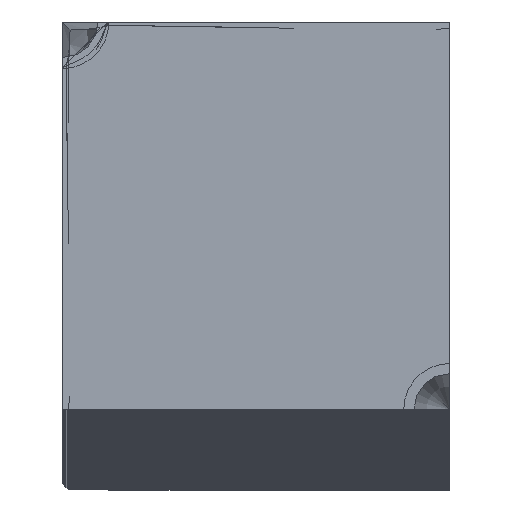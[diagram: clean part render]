
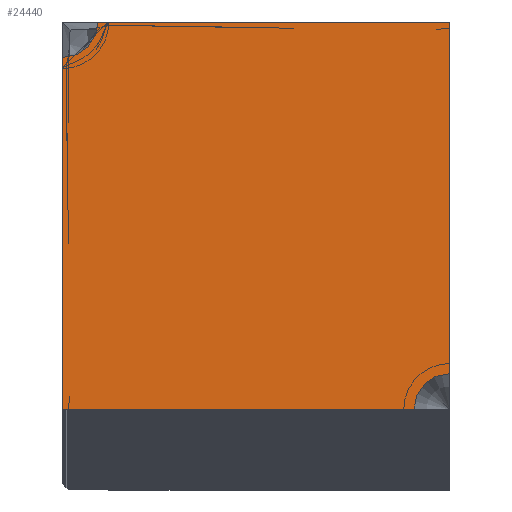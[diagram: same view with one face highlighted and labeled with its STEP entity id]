
A CAD part, top view. The second image highlights one B-rep face of the part: STEP entity #24440.
In plain terms, the highlighted planar face has unit normal (0, 0, 1).
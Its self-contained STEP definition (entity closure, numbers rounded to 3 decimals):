
#81 = DIRECTION ( 'NONE',  ( 0., 1., 0. ) ) ;
#416 = EDGE_CURVE ( 'NONE', #43486, #59659, #45513, .T. ) ;
#546 = DIRECTION ( 'NONE',  ( 1., 0., 0. ) ) ;
#1593 = CARTESIAN_POINT ( 'NONE',  ( 12.5, -12.5, 1500. ) ) ;
#2971 = LINE ( 'NONE', #23612, #21997 ) ;
#4359 = CARTESIAN_POINT ( 'NONE',  ( -10.202, 12.5, 1500. ) ) ;
#7012 = CARTESIAN_POINT ( 'NONE',  ( 10.202, -12.5, 1500. ) ) ;
#7310 = DIRECTION ( 'NONE',  ( 0., 0., 1. ) ) ;
#7392 = LINE ( 'NONE', #11580, #52832 ) ;
#7887 = CARTESIAN_POINT ( 'NONE',  ( -12.5, 10.202, 1500. ) ) ;
#9647 = DIRECTION ( 'NONE',  ( 1., 0., 0. ) ) ;
#11580 = CARTESIAN_POINT ( 'NONE',  ( -12.5, 12.5, 1500. ) ) ;
#11820 = ORIENTED_EDGE ( 'NONE', *, *, #37513, .T. ) ;
#16147 = EDGE_CURVE ( 'NONE', #58898, #33890, #2971, .T. ) ;
#16875 = VERTEX_POINT ( 'NONE', #21291 ) ;
#18403 = AXIS2_PLACEMENT_3D ( 'NONE', #40132, #7310, #35771 ) ;
#18523 = CARTESIAN_POINT ( 'NONE',  ( 12.5, 12.5, 1500. ) ) ;
#20635 = DIRECTION ( 'NONE',  ( 0., 0., -1. ) ) ;
#21059 = PLANE ( 'NONE',  #18403 ) ;
#21291 = CARTESIAN_POINT ( 'NONE',  ( 12.5, -10.202, 1500. ) ) ;
#21997 = VECTOR ( 'NONE', #9647, 1000. ) ;
#22817 = LINE ( 'NONE', #18523, #32318 ) ;
#22850 = AXIS2_PLACEMENT_3D ( 'NONE', #48224, #47428, #546 ) ;
#23612 = CARTESIAN_POINT ( 'NONE',  ( -12.5, -12.5, 1500. ) ) ;
#24440 = ADVANCED_FACE ( 'NONE', ( #51953 ), #21059, .T. ) ;
#25126 = ORIENTED_EDGE ( 'NONE', *, *, #416, .T. ) ;
#26505 = EDGE_LOOP ( 'NONE', ( #54194, #45921, #11820, #38949, #25126, #59806 ) ) ;
#30954 = LINE ( 'NONE', #58883, #46381 ) ;
#30984 = CARTESIAN_POINT ( 'NONE',  ( 12.5, 12.5, 1500. ) ) ;
#32318 = VECTOR ( 'NONE', #81, 1000. ) ;
#33890 = VERTEX_POINT ( 'NONE', #7012 ) ;
#35771 = DIRECTION ( 'NONE',  ( 1., 0., 0. ) ) ;
#35877 = EDGE_CURVE ( 'NONE', #33890, #16875, #42051, .T. ) ;
#35990 = EDGE_CURVE ( 'NONE', #59659, #58898, #30954, .T. ) ;
#37245 = EDGE_CURVE ( 'NONE', #43449, #43486, #7392, .T. ) ;
#37513 = EDGE_CURVE ( 'NONE', #16875, #43449, #22817, .T. ) ;
#38949 = ORIENTED_EDGE ( 'NONE', *, *, #37245, .T. ) ;
#39921 = DIRECTION ( 'NONE',  ( 1., 0., 0. ) ) ;
#40132 = CARTESIAN_POINT ( 'NONE',  ( 0., 0., 1500. ) ) ;
#42051 = CIRCLE ( 'NONE', #58089, 2.298 ) ;
#43449 = VERTEX_POINT ( 'NONE', #30984 ) ;
#43486 = VERTEX_POINT ( 'NONE', #4359 ) ;
#44767 = DIRECTION ( 'NONE',  ( -1., 0., 0. ) ) ;
#45513 = CIRCLE ( 'NONE', #22850, 2.298 ) ;
#45921 = ORIENTED_EDGE ( 'NONE', *, *, #35877, .T. ) ;
#46381 = VECTOR ( 'NONE', #49716, 1000. ) ;
#47428 = DIRECTION ( 'NONE',  ( 0., 0., -1. ) ) ;
#48224 = CARTESIAN_POINT ( 'NONE',  ( -12.5, 12.5, 1500. ) ) ;
#49716 = DIRECTION ( 'NONE',  ( 0., -1., 0. ) ) ;
#51953 = FACE_OUTER_BOUND ( 'NONE', #26505, .T. ) ;
#52832 = VECTOR ( 'NONE', #44767, 1000. ) ;
#54194 = ORIENTED_EDGE ( 'NONE', *, *, #16147, .T. ) ;
#54823 = CARTESIAN_POINT ( 'NONE',  ( -12.5, -12.5, 1500. ) ) ;
#58089 = AXIS2_PLACEMENT_3D ( 'NONE', #1593, #20635, #39921 ) ;
#58883 = CARTESIAN_POINT ( 'NONE',  ( -12.5, 12.5, 1500. ) ) ;
#58898 = VERTEX_POINT ( 'NONE', #54823 ) ;
#59659 = VERTEX_POINT ( 'NONE', #7887 ) ;
#59806 = ORIENTED_EDGE ( 'NONE', *, *, #35990, .T. ) ;
